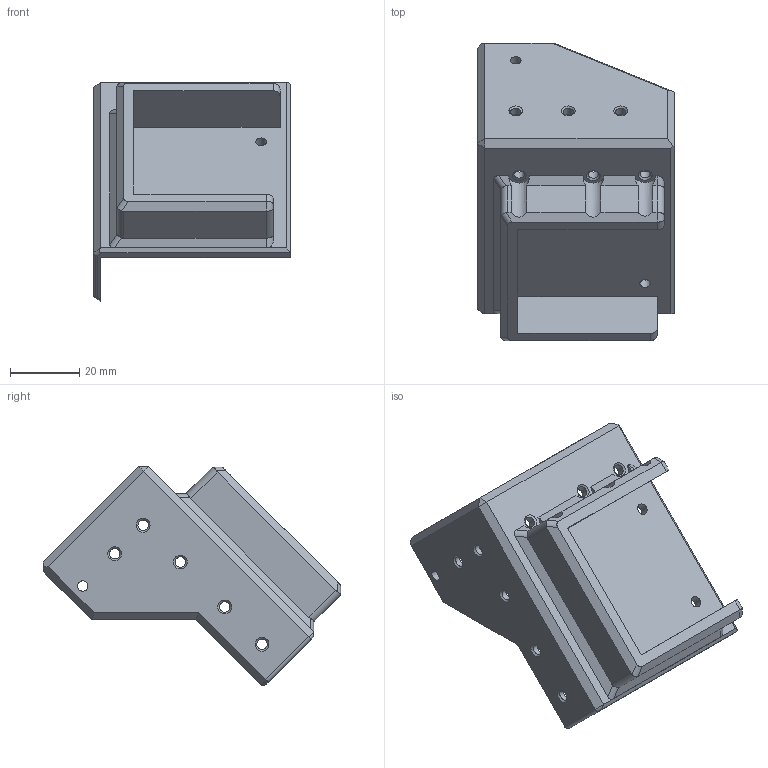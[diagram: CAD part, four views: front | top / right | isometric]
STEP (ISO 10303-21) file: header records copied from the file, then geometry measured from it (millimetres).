
FILE_DESCRIPTION(/* description */ (''),/* implementation_level */ '2;1');
FILE_NAME(/* name */ 'xynema17mount2(1x).step',/* time_stamp */ '2025-11-17T17:42:15+05:30',/* author */ (''),/* organization */ (''),/* preprocessor_version */ 'ST-DEVELOPER v20.1',/* originating_system */ 'Autodesk Translation Framework v14.21.0.0',/* authorisation */ '');
FILE_SCHEMA (('AUTOMOTIVE_DESIGN { 1 0 10303 214 3 1 1 }'));
Length unit declared in the file: millimetre
Products named in the file (1): xynema17mount(1x)
Bounding box: 56.94 x 86 x 63.33 mm (x, y, z)
Volume: 30593.8 mm3; surface area: 20109.3 mm2
Topology: 1 solids, 1 shells, 89 faces, 231 edges, 145 vertices
Faces by surface type: plane 43, cylinder 35, cone 11
Full cylindrical faces by diameter (mm): 3 x13, 3.146 x2
Entity records: 2812 total; most frequent: DIRECTION 494, CARTESIAN_POINT 466, ORIENTED_EDGE 462, EDGE_CURVE 231, AXIS2_PLACEMENT_3D 173, LINE 148, VECTOR 148, VERTEX_POINT 145
